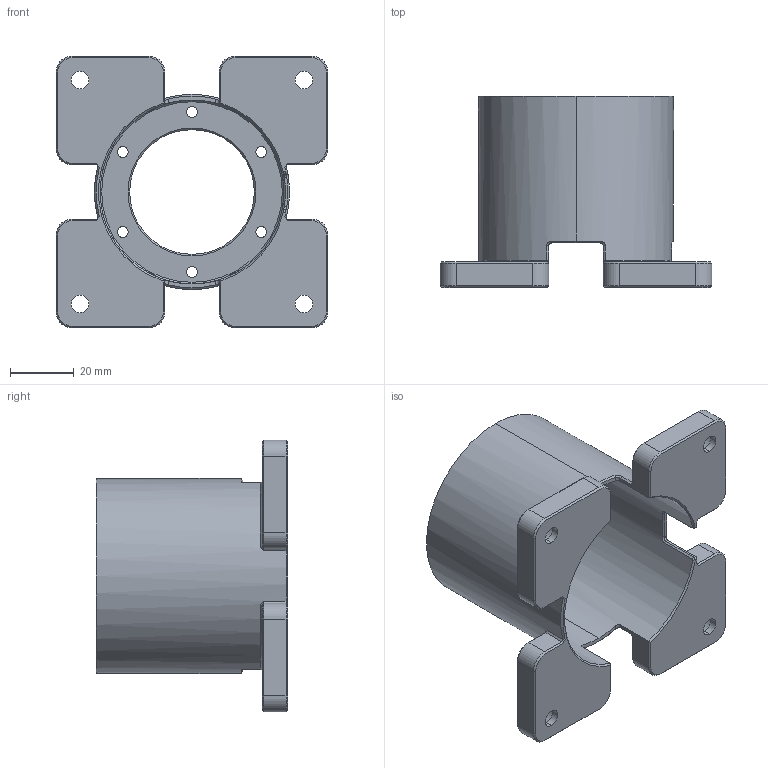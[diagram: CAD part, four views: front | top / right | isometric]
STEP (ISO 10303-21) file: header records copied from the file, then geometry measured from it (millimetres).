
FILE_DESCRIPTION (( 'STEP AP214' ), '1' );
FILE_NAME ('JXS-01-02.STEP', '2026-02-04T18:09:38', ( '1' ), ( '' ), 'SwSTEP 2.0', 'SolidWorks 2020', '' );
FILE_SCHEMA (( 'AUTOMOTIVE_DESIGN' ));
Length unit declared in the file: millimetre
Products named in the file (1): JXS-01-02
Bounding box: 85 x 59.8 x 85 mm (x, y, z)
Volume: 51112.4 mm3; surface area: 33554.9 mm2
Topology: 1 solids, 1 shells, 217 faces, 510 edges, 305 vertices
Faces by surface type: plane 88, cylinder 66, cone 43, bspline 20
Entity records: 7739 total; most frequent: CARTESIAN_POINT 2779, ORIENTED_EDGE 1020, DIRECTION 1009, EDGE_CURVE 510, AXIS2_PLACEMENT_3D 373, VERTEX_POINT 305, LINE 263, VECTOR 263
